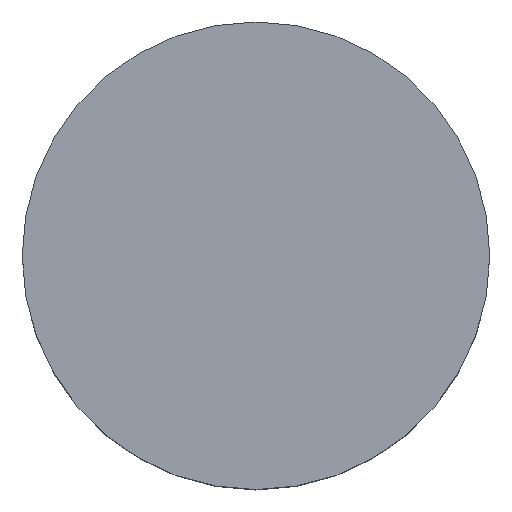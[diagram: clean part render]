
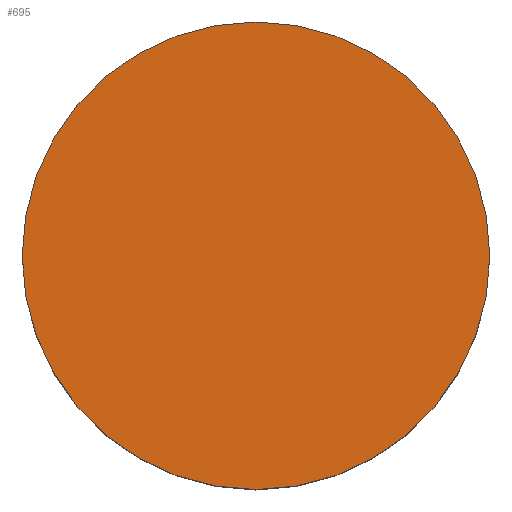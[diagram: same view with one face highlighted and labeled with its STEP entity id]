
A CAD part, top view. The second image highlights one B-rep face of the part: STEP entity #695.
In plain terms, the highlighted planar face has unit normal (0, 0, 1).
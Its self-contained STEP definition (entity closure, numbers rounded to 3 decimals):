
#235=CARTESIAN_POINT('',(0.,0.,60.));
#236=DIRECTION('',(0.,0.,1.));
#237=DIRECTION('',(1.,0.,0.));
#238=AXIS2_PLACEMENT_3D('',#235,#236,#237);
#240=CARTESIAN_POINT('',(0.,0.,60.));
#241=DIRECTION('',(0.,0.,1.));
#242=DIRECTION('',(-1.,0.,0.));
#243=AXIS2_PLACEMENT_3D('',#240,#241,#242);
#257=CARTESIAN_POINT('',(6.,0.,60.));
#258=CARTESIAN_POINT('',(-6.,0.,60.));
#259=VERTEX_POINT('',#257);
#260=VERTEX_POINT('',#258);
#686=CARTESIAN_POINT('',(0.,0.,60.));
#687=DIRECTION('',(0.,0.,1.));
#688=DIRECTION('',(1.,0.,0.));
#689=AXIS2_PLACEMENT_3D('',#686,#687,#688);
#690=PLANE('',#689);
#691=ORIENTED_EDGE('',*,*,#642,.F.);
#692=ORIENTED_EDGE('',*,*,#668,.F.);
#693=EDGE_LOOP('',(#691,#692));
#694=FACE_OUTER_BOUND('',#693,.F.);
#695=ADVANCED_FACE('',(#694),#690,.T.);
#239=CIRCLE('',#238,6.);
#244=CIRCLE('',#243,6.);
#642=EDGE_CURVE('',#259,#260,#239,.T.);
#668=EDGE_CURVE('',#260,#259,#244,.T.);
